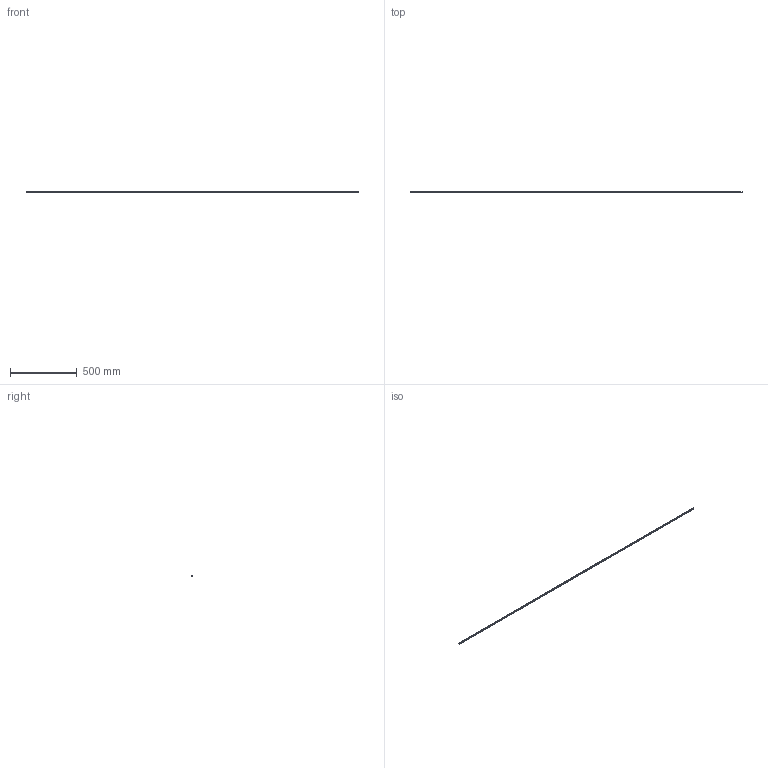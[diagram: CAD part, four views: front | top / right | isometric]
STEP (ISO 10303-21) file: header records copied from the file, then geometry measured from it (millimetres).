
FILE_DESCRIPTION(/* description */ (''),/* implementation_level */ '2;1');
FILE_NAME(/* name */ '10172.stp',/* time_stamp */ '2019-08-16T08:31:59+02:00',/* author */ ('DIDIERR'),/* organization */ (''),/* preprocessor_version */ 'ST-DEVELOPER v17.2',/* originating_system */ 'Autodesk Inventor 2019',/* authorisation */ '');
FILE_SCHEMA (('AUTOMOTIVE_DESIGN { 1 0 10303 214 3 1 1 }'));
Length unit declared in the file: millimetre
Products named in the file (1): 10172
Bounding box: 2494.62 x 2.3 x 10 mm (x, y, z)
Volume: 49337.1 mm3; surface area: 67719.9 mm2
Topology: 1 solids, 1 shells, 2004 faces, 6006 edges, 4004 vertices
Faces by surface type: plane 2004
Entity records: 66131 total; most frequent: CARTESIAN_POINT 12015, ORIENTED_EDGE 12012, DIRECTION 10016, LINE 6006, VECTOR 6006, EDGE_CURVE 6006, VERTEX_POINT 4004, AXIS2_PLACEMENT_3D 2005
